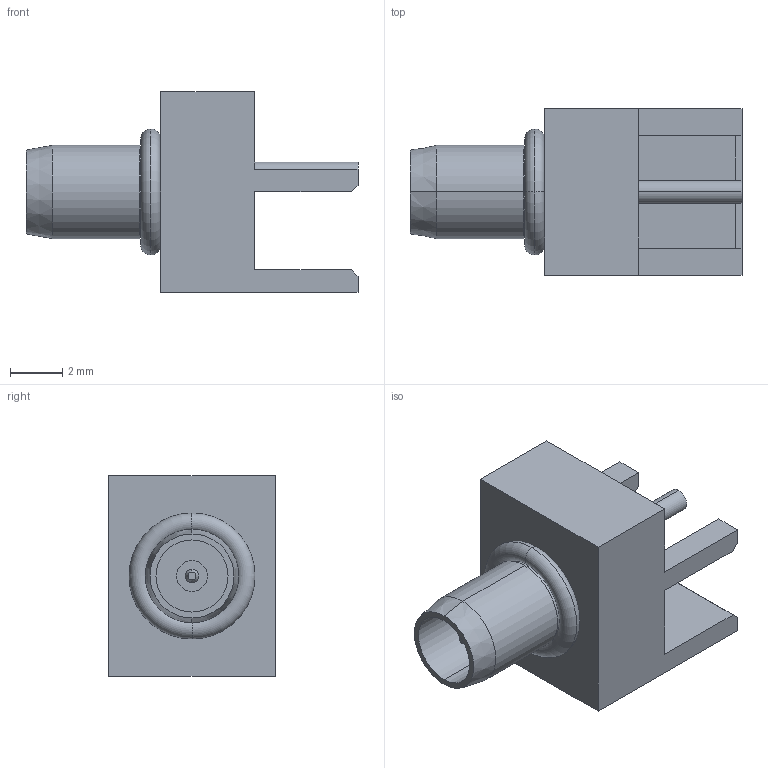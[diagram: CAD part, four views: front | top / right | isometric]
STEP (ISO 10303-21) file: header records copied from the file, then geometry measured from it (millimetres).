
FILE_DESCRIPTION (( 'STEP AP214' ), '1' );
FILE_NAME ('FMCN5138_3D.step', '2024-05-23T14:57:23', ( '' ), ( '' ), 'SwSTEP 2.0', 'SolidWorks 2022', '' );
FILE_SCHEMA (( 'AUTOMOTIVE_DESIGN' ));
Length unit declared in the file: millimetre
Products named in the file (1): FMCN5138_3D
Bounding box: 12.65 x 6.35 x 7.65 mm (x, y, z)
Volume: 234.8 mm3; surface area: 442.7 mm2
Topology: 3 solids, 3 shells, 46 faces, 103 edges, 66 vertices
Faces by surface type: plane 26, cylinder 12, cone 4, torus 4
Entity records: 1335 total; most frequent: DIRECTION 233, CARTESIAN_POINT 216, ORIENTED_EDGE 206, EDGE_CURVE 103, AXIS2_PLACEMENT_3D 83, VECTOR 67, LINE 67, VERTEX_POINT 66
